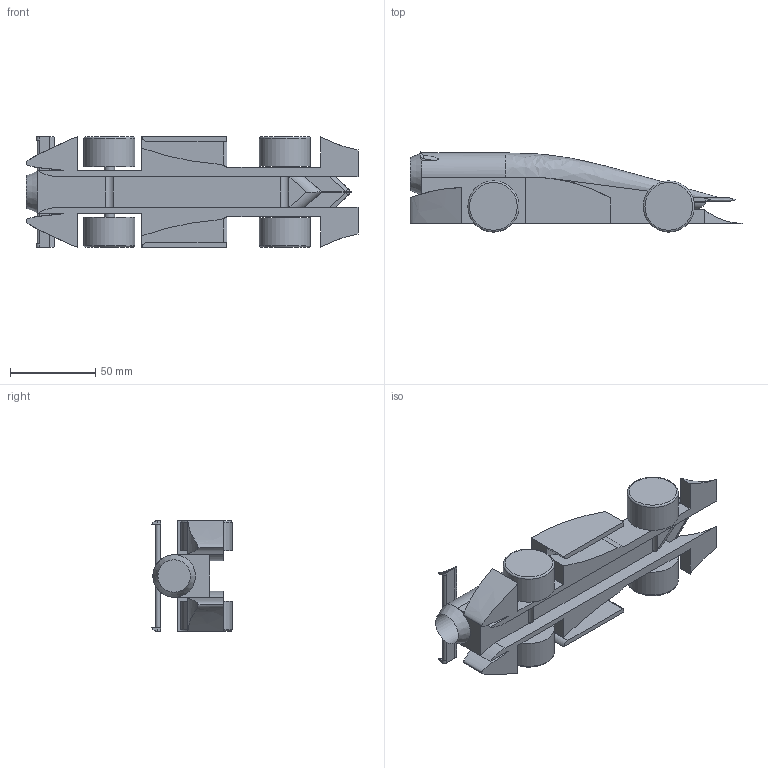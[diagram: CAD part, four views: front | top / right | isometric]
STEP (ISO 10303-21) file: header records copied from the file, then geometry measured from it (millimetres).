
FILE_DESCRIPTION(/* description */ (''),/* implementation_level */ '2;1');
FILE_NAME(/* name */ 'p7 [re-3].step',/* time_stamp */ '2024-03-24T18:39:15+04:00',/* author */ (''),/* organization */ (''),/* preprocessor_version */ 'ST-DEVELOPER v20',/* originating_system */ 'Autodesk Translation Framework v12.20.1.177',/* authorisation */ '');
FILE_SCHEMA (('AUTOMOTIVE_DESIGN { 1 0 10303 214 3 1 1 }'));
Length unit declared in the file: millimetre
Products named in the file (2): p7; F1 Wheel [P7-2]
Assembly tree (4 placements, depth 2):
  p7
    F1 Wheel [P7-2]  x4
Bounding box: 195 x 47 x 65 mm (x, y, z)
Volume: 197105.2 mm3; surface area: 55067.2 mm2
Topology: 5 solids, 7 shells, 153 faces, 373 edges, 238 vertices
Faces by surface type: plane 80, cylinder 46, bspline 20, torus 6, cone 1
Full cylindrical faces by diameter (mm): 6 x6, 8 x2, 19 x1, 30 x4
Entity records: 5209 total; most frequent: CARTESIAN_POINT 1976, ORIENTED_EDGE 698, DIRECTION 604, EDGE_CURVE 349, VERTEX_POINT 223, AXIS2_PLACEMENT_3D 209, LINE 186, VECTOR 186
